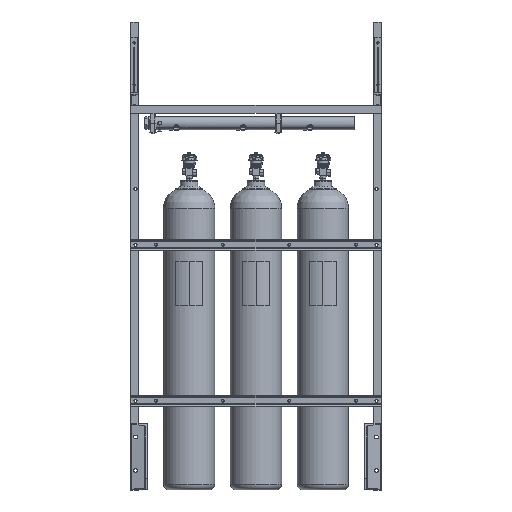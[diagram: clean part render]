
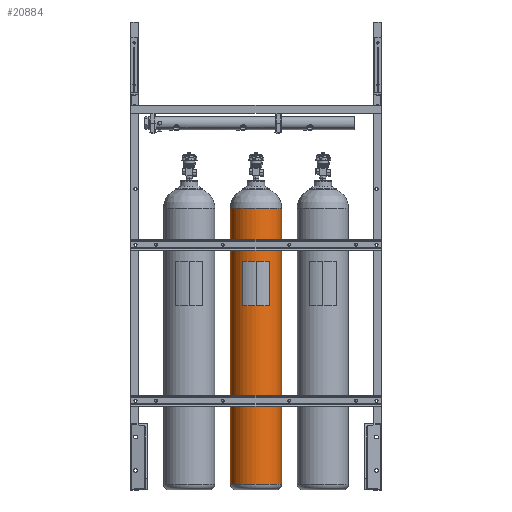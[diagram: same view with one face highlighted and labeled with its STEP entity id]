
A CAD part, top view. The second image highlights one B-rep face of the part: STEP entity #20884.
In plain terms, the highlighted cylindrical face has radius 116.635 mm (diameter 233.269 mm), a partial arc.
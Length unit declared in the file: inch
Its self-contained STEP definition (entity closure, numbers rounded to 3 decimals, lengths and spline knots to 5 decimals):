
#2139 = CARTESIAN_POINT ( 'NONE',  ( 4.59191, 0., 0. ) ) ;
#3629 = AXIS2_PLACEMENT_3D ( 'NONE', #8239, #11705, #18896 ) ;
#4478 = ORIENTED_EDGE ( 'NONE', *, *, #41851, .F. ) ;
#6287 = DIRECTION ( 'NONE',  ( 0., 1., 0. ) ) ;
#6756 = VERTEX_POINT ( 'NONE', #44315 ) ;
#7787 = EDGE_CURVE ( 'NONE', #13435, #13790, #42118, .T. ) ;
#8239 = CARTESIAN_POINT ( 'NONE',  ( 0., -4.92411, 0. ) ) ;
#9492 = DIRECTION ( 'NONE',  ( 0., 1., 0. ) ) ;
#9583 = VECTOR ( 'NONE', #9492, 39.37008 ) ;
#9716 = EDGE_CURVE ( 'NONE', #10083, #13790, #12800, .T. ) ;
#9780 = DIRECTION ( 'NONE',  ( 0., 1., 0. ) ) ;
#10022 = CIRCLE ( 'NONE', #41845, 4.59191 ) ;
#10083 = VERTEX_POINT ( 'NONE', #29222 ) ;
#11705 = DIRECTION ( 'NONE',  ( 0., 1., 0. ) ) ;
#12800 = LINE ( 'NONE', #2139, #40734 ) ;
#13435 = VERTEX_POINT ( 'NONE', #18868 ) ;
#13790 = VERTEX_POINT ( 'NONE', #39222 ) ;
#15964 = LINE ( 'NONE', #44678, #9583 ) ;
#18868 = CARTESIAN_POINT ( 'NONE',  ( -4.59191, -4.92411, 0. ) ) ;
#18896 = DIRECTION ( 'NONE',  ( -1., 0., 0. ) ) ;
#19515 = DIRECTION ( 'NONE',  ( -1., 0., 0. ) ) ;
#20884 = ADVANCED_FACE ( 'NONE', ( #37344 ), #41741, .T. ) ;
#24164 = CARTESIAN_POINT ( 'NONE',  ( 0., 0., 0. ) ) ;
#24418 = ORIENTED_EDGE ( 'NONE', *, *, #7787, .F. ) ;
#25541 = AXIS2_PLACEMENT_3D ( 'NONE', #24164, #9780, #19515 ) ;
#27561 = EDGE_CURVE ( 'NONE', #6756, #10083, #10022, .T. ) ;
#29222 = CARTESIAN_POINT ( 'NONE',  ( 4.59191, -54.5, 0. ) ) ;
#31661 = CARTESIAN_POINT ( 'NONE',  ( 0., -54.5, 0. ) ) ;
#34893 = DIRECTION ( 'NONE',  ( -1., 0., 0. ) ) ;
#37344 = FACE_OUTER_BOUND ( 'NONE', #42722, .T. ) ;
#39222 = CARTESIAN_POINT ( 'NONE',  ( 4.59191, -4.92411, 0. ) ) ;
#40734 = VECTOR ( 'NONE', #6287, 39.37008 ) ;
#41741 = CYLINDRICAL_SURFACE ( 'NONE', #25541, 4.59191 ) ;
#41845 = AXIS2_PLACEMENT_3D ( 'NONE', #31661, #42740, #34893 ) ;
#41851 = EDGE_CURVE ( 'NONE', #6756, #13435, #15964, .T. ) ;
#42118 = CIRCLE ( 'NONE', #3629, 4.59191 ) ;
#42722 = EDGE_LOOP ( 'NONE', ( #45688, #43165, #24418, #4478 ) ) ;
#42740 = DIRECTION ( 'NONE',  ( 0., 1., 0. ) ) ;
#43165 = ORIENTED_EDGE ( 'NONE', *, *, #9716, .T. ) ;
#44315 = CARTESIAN_POINT ( 'NONE',  ( -4.59191, -54.5, 0. ) ) ;
#44678 = CARTESIAN_POINT ( 'NONE',  ( -4.59191, 0., 0. ) ) ;
#45688 = ORIENTED_EDGE ( 'NONE', *, *, #27561, .T. ) ;
